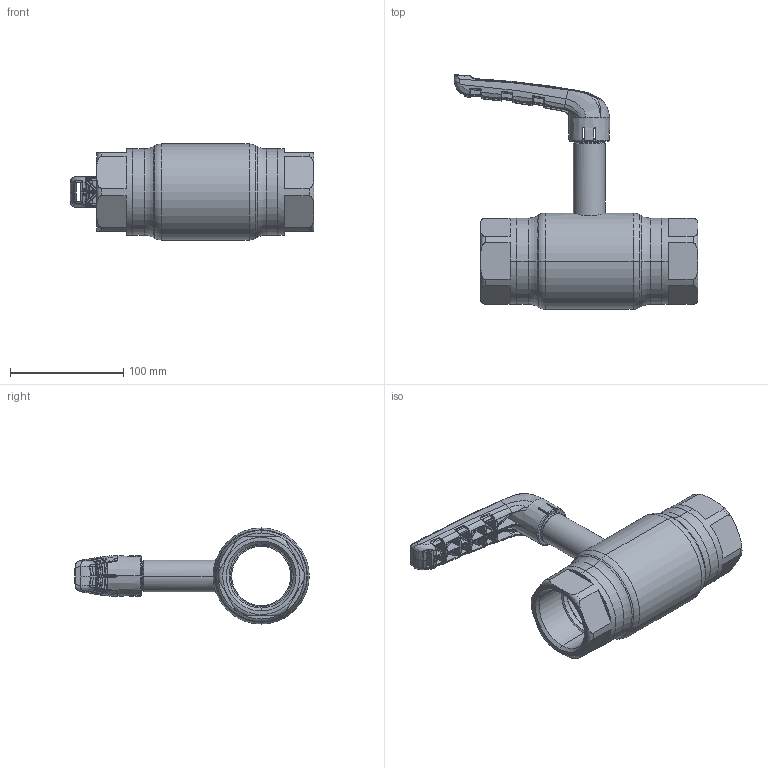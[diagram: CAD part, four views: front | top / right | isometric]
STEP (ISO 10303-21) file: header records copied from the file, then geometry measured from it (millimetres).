
FILE_DESCRIPTION (( 'STEP AP214' ), '1' );
FILE_NAME ('1050002001-xxxx.step', '2019-05-09T10:13:09', ( '' ), ( '' ), 'SwSTEP 2.0', 'SolidWorks 2017', '' );
FILE_SCHEMA (( 'AUTOMOTIVE_DESIGN' ));
Length unit declared in the file: millimetre
Products named in the file (1): 1050002001-xxxx
Bounding box: 215.35 x 207.31 x 85 mm (x, y, z)
Surface area: 105545.7 mm2 (no closed solid volume)
Topology: 0 solids, 12 shells, 771 faces, 2541 edges, 1647 vertices
Faces by surface type: bspline 610, plane 68, cylinder 36, cone 28, torus 25, sphere 4
Entity records: 58051 total; most frequent: CARTESIAN_POINT 33477, ORIENTED_EDGE 4020, EDGE_CURVE 2531, B_SPLINE_CURVE_WITH_KNOTS 1743, DIRECTION 1693, VERTEX_POINT 1647, EDGE_LOOP 780, UNCERTAINTY_MEASURE_WITH_UNIT 773
